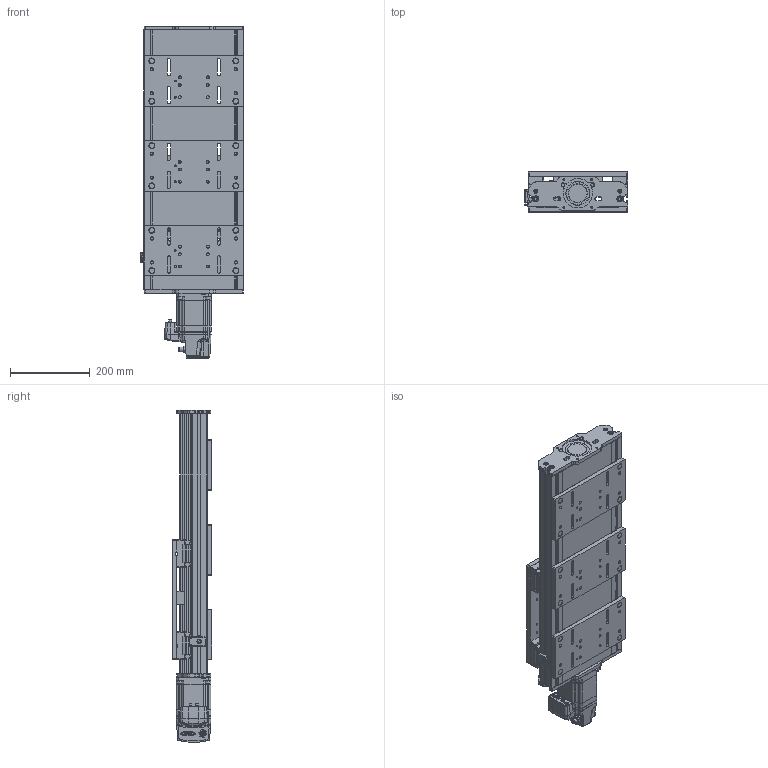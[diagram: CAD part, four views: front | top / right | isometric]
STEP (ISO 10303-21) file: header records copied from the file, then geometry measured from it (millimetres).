
FILE_DESCRIPTION (( 'STEP AP214' ), '1' );
FILE_NAME ('LRU_LRU0250x25-E01T11A.step', '2025-08-04T17:57:41', ( '' ), ( '' ), 'SwSTEP 2.0', 'SolidWorks 2019', '' );
FILE_SCHEMA (( 'AUTOMOTIVE_DESIGN' ));
Length unit declared in the file: millimetre
Products named in the file (7): AP187^LRU; NMS34_motor^LRU_LRU; LRU_carriage^LRU_250; LRU_base^LRU_LRU0250x25; NMS23_sensor^LRU; LRU_LRU0250x25-E01T11A; LC40_carriage^LRU
Assembly tree (9 placements, depth 2):
  LRU_LRU0250x25-E01T11A
    LRU_base^LRU_LRU0250x25
    LRU_carriage^LRU_250
    NMS34_motor^LRU_LRU
    LC40_carriage^LRU  x4
    NMS23_sensor^LRU
    AP187^LRU
Bounding box: 259.25 x 100 x 830.55 mm (x, y, z)
Volume: 6538260.2 mm3; surface area: 1654597.5 mm2
Topology: 172 solids, 172 shells, 3202 faces, 7853 edges, 5206 vertices
Faces by surface type: plane 1925, cylinder 1160, cone 51, bspline 48, sphere 12, torus 6
Entity records: 76456 total; most frequent: CARTESIAN_POINT 13963, DIRECTION 12562, ORIENTED_EDGE 11980, EDGE_CURVE 5990, AXIS2_PLACEMENT_3D 4369, VERTEX_POINT 3964, VECTOR 3824, LINE 3824
